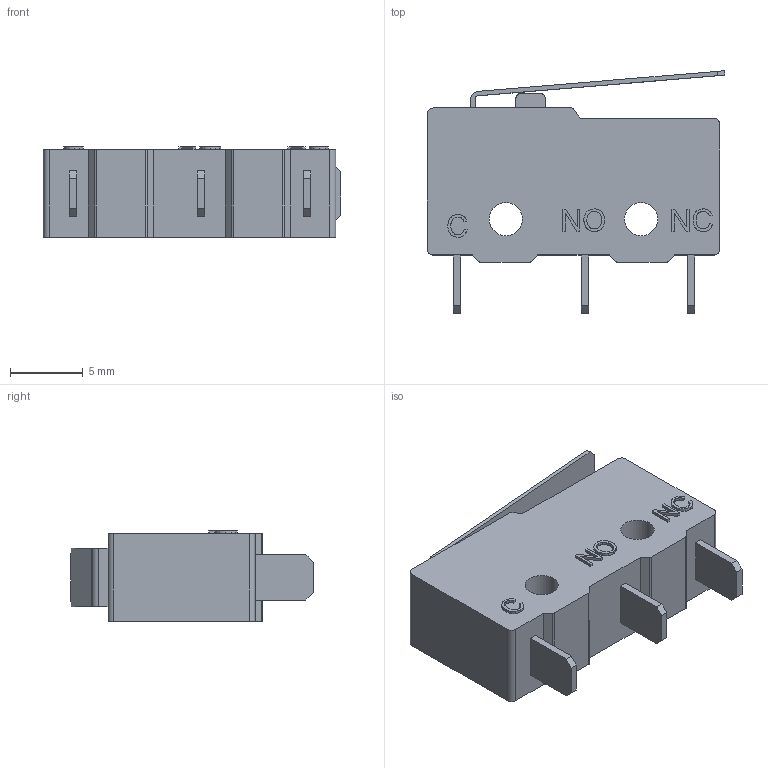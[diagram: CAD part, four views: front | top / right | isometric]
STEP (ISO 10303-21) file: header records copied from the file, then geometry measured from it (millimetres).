
FILE_DESCRIPTION(/* description */ (''),/* implementation_level */ '2;1');
FILE_NAME(/* name */ 'Fim de curso v3.step',/* time_stamp */ '2021-01-19T09:38:29-03:00',/* author */ (''),/* organization */ (''),/* preprocessor_version */ 'ST-DEVELOPER v18.1',/* originating_system */ 'Autodesk Translation Framework v9.7.1.1290',/* authorisation */ '');
FILE_SCHEMA (('AUTOMOTIVE_DESIGN { 1 0 10303 214 3 1 1 }'));
Length unit declared in the file: millimetre
Products named in the file (1): Fim de curso
Bounding box: 20.45 x 16.66 x 6.2 mm (x, y, z)
Volume: 1197.2 mm3; surface area: 1113.4 mm2
Topology: 6 solids, 6 shells, 161 faces, 429 edges, 286 vertices
Faces by surface type: plane 86, bspline 60, cylinder 15
Full cylindrical faces by diameter (mm): 2.3 x2
Entity records: 5590 total; most frequent: CARTESIAN_POINT 1897, ORIENTED_EDGE 858, DIRECTION 543, EDGE_CURVE 429, VERTEX_POINT 286, LINE 279, VECTOR 279, EDGE_LOOP 171
